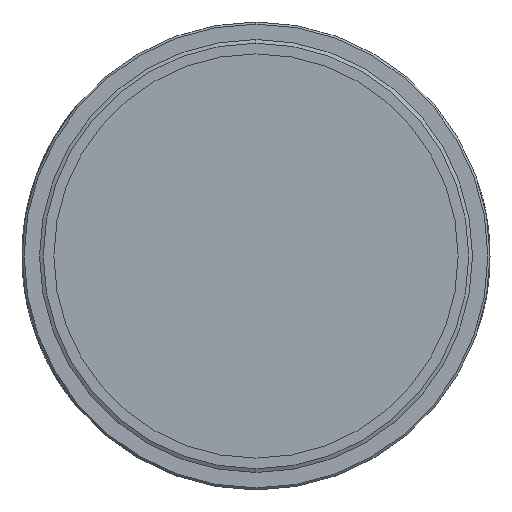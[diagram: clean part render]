
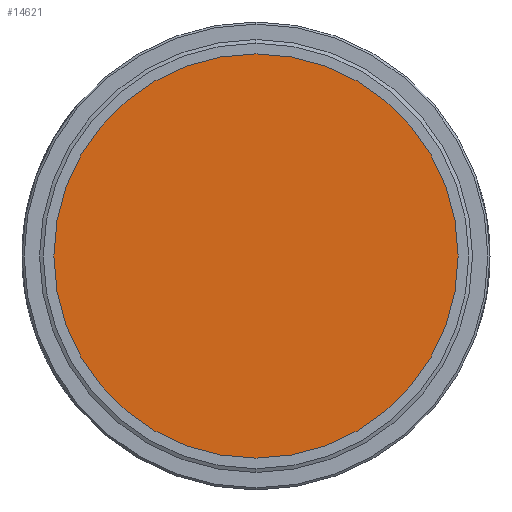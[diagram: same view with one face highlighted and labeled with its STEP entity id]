
A CAD part, left-side view. The second image highlights one B-rep face of the part: STEP entity #14621.
In plain terms, the highlighted planar face has unit normal (-1, 0, 0).
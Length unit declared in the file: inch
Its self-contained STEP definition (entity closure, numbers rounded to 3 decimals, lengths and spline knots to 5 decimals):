
#309 = DIRECTION ( 'NONE',  ( 1., 0., 0. ) ) ;
#500 = CARTESIAN_POINT ( 'NONE',  ( -0.125, 0., 1. ) ) ;
#997 = DIRECTION ( 'NONE',  ( 1., 0., 0. ) ) ;
#1624 = CIRCLE ( 'NONE', #8167, 1. ) ;
#2230 = CIRCLE ( 'NONE', #2534, 1. ) ;
#2502 = PLANE ( 'NONE',  #13745 ) ;
#2534 = AXIS2_PLACEMENT_3D ( 'NONE', #8184, #997, #9382 ) ;
#2678 = ORIENTED_EDGE ( 'NONE', *, *, #3883, .F. ) ;
#2970 = CARTESIAN_POINT ( 'NONE',  ( -0.125, 0., -1. ) ) ;
#3693 = DIRECTION ( 'NONE',  ( 0., 0., -1. ) ) ;
#3883 = EDGE_CURVE ( 'NONE', #4130, #14470, #2230, .T. ) ;
#4130 = VERTEX_POINT ( 'NONE', #500 ) ;
#7004 = CARTESIAN_POINT ( 'NONE',  ( -0.125, 0., 0. ) ) ;
#7490 = CARTESIAN_POINT ( 'NONE',  ( -0.125, 0., 0. ) ) ;
#8167 = AXIS2_PLACEMENT_3D ( 'NONE', #7490, #309, #8690 ) ;
#8184 = CARTESIAN_POINT ( 'NONE',  ( -0.125, 0., 0. ) ) ;
#8688 = EDGE_LOOP ( 'NONE', ( #10198, #2678 ) ) ;
#8690 = DIRECTION ( 'NONE',  ( 0., 0., -1. ) ) ;
#9382 = DIRECTION ( 'NONE',  ( 0., 0., -1. ) ) ;
#10198 = ORIENTED_EDGE ( 'NONE', *, *, #14382, .F. ) ;
#10851 = DIRECTION ( 'NONE',  ( 1., 0., 0. ) ) ;
#12430 = FACE_OUTER_BOUND ( 'NONE', #8688, .T. ) ;
#13745 = AXIS2_PLACEMENT_3D ( 'NONE', #7004, #10851, #3693 ) ;
#14382 = EDGE_CURVE ( 'NONE', #14470, #4130, #1624, .T. ) ;
#14470 = VERTEX_POINT ( 'NONE', #2970 ) ;
#14621 = ADVANCED_FACE ( 'NONE', ( #12430 ), #2502, .F. ) ;
